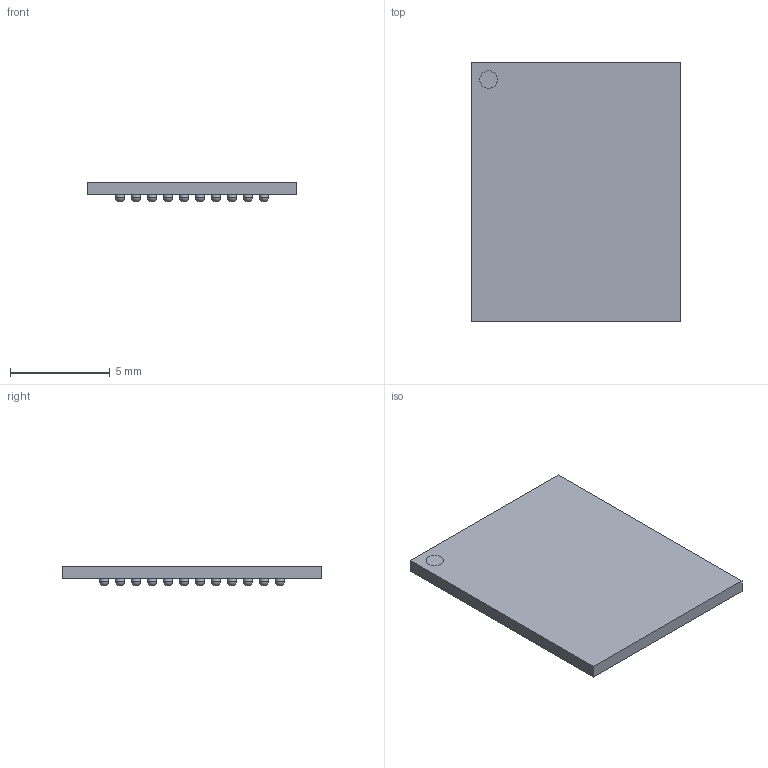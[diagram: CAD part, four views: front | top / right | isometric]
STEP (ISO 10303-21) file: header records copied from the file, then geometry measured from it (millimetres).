
FILE_DESCRIPTION(('FreeCAD Model'),'2;1');
FILE_NAME('Open CASCADE Shape Model','2022-01-09T18:13:40',( 'kicad StepUp'),('ksu MCAD'),'Open CASCADE STEP processor 7.5', 'FreeCAD','Unknown');
FILE_SCHEMA(('AUTOMOTIVE_DESIGN { 1 0 10303 214 1 1 1 1 }'));
Length unit declared in the file: millimetre
Products named in the file (1): VFBGA-63_11x9x0.8P
Bounding box: 10.5 x 13 x 1 mm (x, y, z)
Volume: 91.3 mm3; surface area: 345.8 mm2
Topology: 69 solids, 69 shells, 255 faces, 651 edges, 476 vertices
Faces by surface type: sphere 126, plane 125, cylinder 4
Entity records: 23523 total; most frequent: CARTESIAN_POINT 9135, DIRECTION 2217, ORIENTED_EDGE 1176, PCURVE 1176, DEFINITIONAL_REPRESENTATION 1176, LINE 929, VECTOR 929, EDGE_CURVE 588
